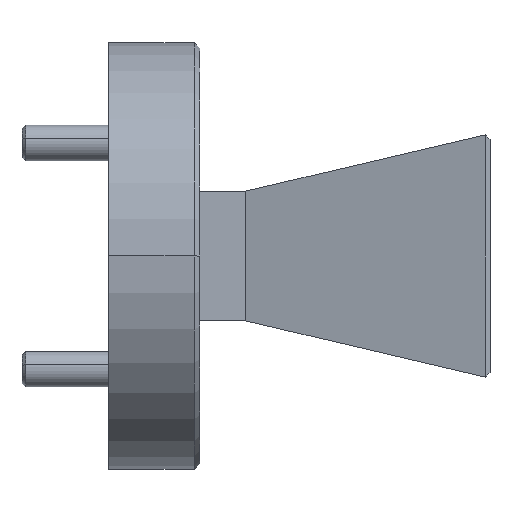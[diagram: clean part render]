
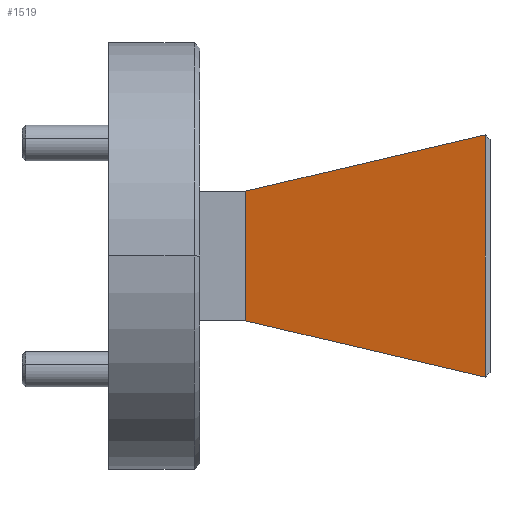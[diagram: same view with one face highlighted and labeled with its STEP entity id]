
A CAD part, front view. The second image highlights one B-rep face of the part: STEP entity #1519.
In plain terms, the highlighted planar face has unit normal (-0.209, -0.978, 0).
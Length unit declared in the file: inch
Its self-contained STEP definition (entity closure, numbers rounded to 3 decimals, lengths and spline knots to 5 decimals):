
#5 = DIRECTION ( 'NONE',  ( 0., 0., -1. ) ) ;
#46 = DIRECTION ( 'NONE',  ( -0.978, 0.209, 0. ) ) ;
#86 = VERTEX_POINT ( 'NONE', #329 ) ;
#160 = ORIENTED_EDGE ( 'NONE', *, *, #1948, .T. ) ;
#189 = VECTOR ( 'NONE', #5, 39.37008 ) ;
#214 = EDGE_CURVE ( 'NONE', #1989, #922, #2297, .T. ) ;
#233 = DIRECTION ( 'NONE',  ( 0.209, 0.978, 0. ) ) ;
#329 = CARTESIAN_POINT ( 'NONE',  ( 0.66176, -0.17324, -0.21306 ) ) ;
#402 = VERTEX_POINT ( 'NONE', #2386 ) ;
#570 = ORIENTED_EDGE ( 'NONE', *, *, #1290, .T. ) ;
#602 = DIRECTION ( 'NONE',  ( 0.953, -0.203, -0.224 ) ) ;
#803 = EDGE_LOOP ( 'NONE', ( #2259, #160, #2342, #570 ) ) ;
#813 = VECTOR ( 'NONE', #2269, 39.37008 ) ;
#857 = CARTESIAN_POINT ( 'NONE',  ( -0.00655, -0.0307, 0. ) ) ;
#858 = CARTESIAN_POINT ( 'NONE',  ( 0.66176, -0.17324, 0. ) ) ;
#922 = VERTEX_POINT ( 'NONE', #1137 ) ;
#977 = CARTESIAN_POINT ( 'NONE',  ( 0.241, -0.0835, -0.114 ) ) ;
#1137 = CARTESIAN_POINT ( 'NONE',  ( 0.66176, -0.17324, 0.21306 ) ) ;
#1157 = AXIS2_PLACEMENT_3D ( 'NONE', #857, #233, #46 ) ;
#1190 = CARTESIAN_POINT ( 'NONE',  ( 0.241, -0.0835, 0.114 ) ) ;
#1290 = EDGE_CURVE ( 'NONE', #1989, #402, #1304, .T. ) ;
#1303 = VECTOR ( 'NONE', #602, 39.37008 ) ;
#1304 = LINE ( 'NONE', #1701, #189 ) ;
#1494 = CARTESIAN_POINT ( 'NONE',  ( 0.241, -0.0835, 0.114 ) ) ;
#1519 = ADVANCED_FACE ( 'NONE', ( #2383 ), #2176, .F. ) ;
#1599 = DIRECTION ( 'NONE',  ( 0., 0., 1. ) ) ;
#1693 = EDGE_CURVE ( 'NONE', #402, #86, #1710, .T. ) ;
#1701 = CARTESIAN_POINT ( 'NONE',  ( 0.241, -0.0835, 0. ) ) ;
#1710 = LINE ( 'NONE', #977, #1303 ) ;
#1872 = VECTOR ( 'NONE', #1599, 39.37008 ) ;
#1948 = EDGE_CURVE ( 'NONE', #86, #922, #1996, .T. ) ;
#1989 = VERTEX_POINT ( 'NONE', #1190 ) ;
#1996 = LINE ( 'NONE', #858, #1872 ) ;
#2176 = PLANE ( 'NONE',  #1157 ) ;
#2259 = ORIENTED_EDGE ( 'NONE', *, *, #1693, .T. ) ;
#2269 = DIRECTION ( 'NONE',  ( 0.953, -0.203, 0.224 ) ) ;
#2297 = LINE ( 'NONE', #1494, #813 ) ;
#2342 = ORIENTED_EDGE ( 'NONE', *, *, #214, .F. ) ;
#2383 = FACE_OUTER_BOUND ( 'NONE', #803, .T. ) ;
#2386 = CARTESIAN_POINT ( 'NONE',  ( 0.241, -0.0835, -0.114 ) ) ;
